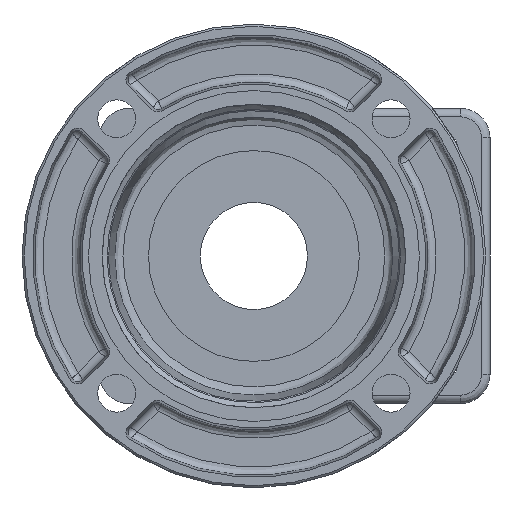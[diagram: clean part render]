
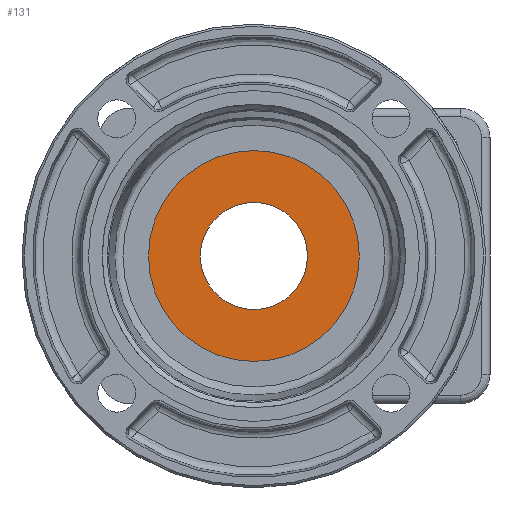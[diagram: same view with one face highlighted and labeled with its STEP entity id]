
A CAD part, left-side view. The second image highlights one B-rep face of the part: STEP entity #131.
In plain terms, the highlighted planar face has unit normal (-1, 0, 0).
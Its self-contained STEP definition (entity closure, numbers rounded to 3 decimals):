
#9=CARTESIAN_POINT('',(57.3,-1.225,-26.5));
#10=VERTEX_POINT('',#9);
#17=CARTESIAN_POINT('',(57.3,-1.225,26.5));
#18=VERTEX_POINT('',#17);
#19=CARTESIAN_POINT('',(57.3,-1.225,0.0));
#20=DIRECTION('',(1.0,0.0,0.0));
#21=DIRECTION('',(0.0,0.0,-1.0));
#22=AXIS2_PLACEMENT_3D('',#19,#20,#21);
#23=CIRCLE('',#22,26.5);
#24=EDGE_CURVE('',#10,#18,#23,.T.);
#26=CARTESIAN_POINT('',(57.3,-1.225,0.0));
#27=DIRECTION('',(1.0,0.0,0.0));
#28=DIRECTION('',(0.0,0.0,-1.0));
#29=AXIS2_PLACEMENT_3D('',#26,#27,#28);
#30=CIRCLE('',#29,26.5);
#31=EDGE_CURVE('',#18,#10,#30,.T.);
#60=CARTESIAN_POINT('',(57.3,-1.225,-12.7));
#61=VERTEX_POINT('',#60);
#68=CARTESIAN_POINT('',(57.3,-1.225,12.7));
#69=VERTEX_POINT('',#68);
#70=CARTESIAN_POINT('',(57.3,-1.225,0.0));
#71=DIRECTION('',(-1.0,0.0,0.0));
#72=DIRECTION('',(0.0,0.0,-1.0));
#73=AXIS2_PLACEMENT_3D('',#70,#71,#72);
#74=CIRCLE('',#73,12.7);
#75=EDGE_CURVE('',#61,#69,#74,.T.);
#77=CARTESIAN_POINT('',(57.3,-1.225,0.0));
#78=DIRECTION('',(-1.0,0.0,0.0));
#79=DIRECTION('',(0.0,0.0,-1.0));
#80=AXIS2_PLACEMENT_3D('',#77,#78,#79);
#81=CIRCLE('',#80,12.7);
#82=EDGE_CURVE('',#69,#61,#81,.T.);
#118=CARTESIAN_POINT('',(57.3,-33.026,31.801));
#119=DIRECTION('',(1.0,0.0,0.0));
#120=DIRECTION('',(0.0,0.0,-1.0));
#121=AXIS2_PLACEMENT_3D('',#118,#119,#120);
#122=PLANE('',#121);
#123=ORIENTED_EDGE('',*,*,#31,.F.);
#124=ORIENTED_EDGE('',*,*,#24,.F.);
#125=EDGE_LOOP('',(#123,#124));
#126=FACE_OUTER_BOUND('',#125,.T.);
#127=ORIENTED_EDGE('',*,*,#82,.F.);
#128=ORIENTED_EDGE('',*,*,#75,.F.);
#129=EDGE_LOOP('',(#127,#128));
#130=FACE_BOUND('',#129,.T.);
#131=ADVANCED_FACE('',(#126,#130),#122,.F.);
